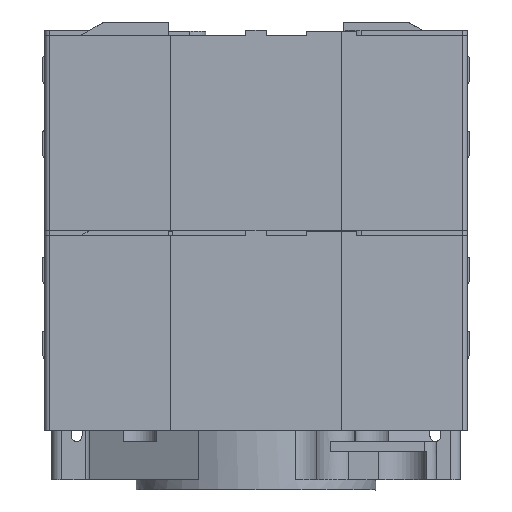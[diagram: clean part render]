
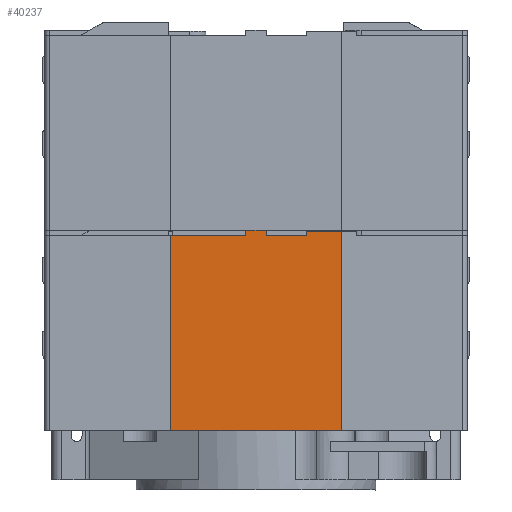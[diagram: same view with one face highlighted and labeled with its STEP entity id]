
A CAD part, front view. The second image highlights one B-rep face of the part: STEP entity #40237.
In plain terms, the highlighted planar face has unit normal (0, -1, 0).
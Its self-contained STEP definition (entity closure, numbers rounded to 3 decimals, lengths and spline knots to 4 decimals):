
#2923=FACE_OUTER_BOUND($,#5134,.T.);
#5134=EDGE_LOOP($,(#33865,#33866,#33867,#33868,#33869,#33870,#33871,#33872,
#33873,#33874));
#6480=LINE($,#57013,#10639);
#6484=LINE($,#57020,#10643);
#6486=LINE($,#57024,#10645);
#6488=LINE($,#57028,#10647);
#8818=LINE($,#67342,#12977);
#8974=LINE($,#67890,#13133);
#9187=LINE($,#68492,#13346);
#9299=LINE($,#68759,#13458);
#9300=LINE($,#68761,#13459);
#9301=LINE($,#68762,#13460);
#10639=VECTOR($,#45656,0.35);
#10643=VECTOR($,#45662,0.04);
#10645=VECTOR($,#45666,0.4);
#10647=VECTOR($,#45670,0.05);
#12977=VECTOR($,#50988,0.2);
#13133=VECTOR($,#51526,1.7);
#13346=VECTOR($,#52197,1.99);
#13458=VECTOR($,#52577,0.05);
#13459=VECTOR($,#52578,0.75);
#13460=VECTOR($,#52579,1.95);
#16050=VERTEX_POINT($,#57010);
#16051=VERTEX_POINT($,#57012);
#16053=VERTEX_POINT($,#57018);
#16054=VERTEX_POINT($,#57022);
#16055=VERTEX_POINT($,#57026);
#17837=VERTEX_POINT($,#66350);
#18251=VERTEX_POINT($,#67887);
#18252=VERTEX_POINT($,#67889);
#18433=VERTEX_POINT($,#68758);
#18434=VERTEX_POINT($,#68760);
#20103=EDGE_CURVE($,#16051,#16050,#6480,.T.);
#20107=EDGE_CURVE($,#16053,#16050,#6484,.T.);
#20109=EDGE_CURVE($,#16053,#16054,#6486,.T.);
#20111=EDGE_CURVE($,#16054,#16055,#6488,.T.);
#23150=EDGE_CURVE($,#16055,#17837,#8818,.T.);
#23403=EDGE_CURVE($,#18252,#18251,#8974,.T.);
#23726=EDGE_CURVE($,#16051,#18251,#9187,.T.);
#23842=EDGE_CURVE($,#17837,#18433,#9299,.T.);
#23843=EDGE_CURVE($,#18433,#18434,#9300,.T.);
#23844=EDGE_CURVE($,#18434,#18252,#9301,.T.);
#33865=ORIENTED_EDGE($,*,*,#23726,.F.);
#33866=ORIENTED_EDGE($,*,*,#20103,.T.);
#33867=ORIENTED_EDGE($,*,*,#20107,.F.);
#33868=ORIENTED_EDGE($,*,*,#20109,.T.);
#33869=ORIENTED_EDGE($,*,*,#20111,.T.);
#33870=ORIENTED_EDGE($,*,*,#23150,.T.);
#33871=ORIENTED_EDGE($,*,*,#23842,.T.);
#33872=ORIENTED_EDGE($,*,*,#23843,.T.);
#33873=ORIENTED_EDGE($,*,*,#23844,.T.);
#33874=ORIENTED_EDGE($,*,*,#23403,.T.);
#38378=PLANE($,#43322);
#40237=ADVANCED_FACE($,(#2923),#38378,.T.);
#43322=AXIS2_PLACEMENT_3D($,#68757,#52575,#52576);
#45656=DIRECTION($,(-1.,0.,0.));
#45662=DIRECTION($,(0.,0.,1.));
#45666=DIRECTION($,(-1.,0.,0.));
#45670=DIRECTION($,(0.,0.,1.));
#50988=DIRECTION($,(-1.,0.,0.));
#51526=DIRECTION($,(1.,0.,0.));
#52197=DIRECTION($,(0.,0.,-1.));
#52575=DIRECTION('center_axis',(0.,-1.,0.));
#52576=DIRECTION('ref_axis',(0.,0.,-1.));
#52577=DIRECTION($,(0.,0.,-1.));
#52578=DIRECTION($,(-1.,0.,0.));
#52579=DIRECTION($,(0.,0.,-1.));
#57010=CARTESIAN_POINT('',(8.2486,-5.0313,15.2881));
#57012=CARTESIAN_POINT('',(8.5986,-5.0313,15.2881));
#57013=CARTESIAN_POINT($,(8.2486,-5.0313,15.2881));
#57018=CARTESIAN_POINT('',(8.2486,-5.0313,15.2481));
#57020=CARTESIAN_POINT($,(8.2486,-5.0313,15.1881));
#57022=CARTESIAN_POINT('',(7.8486,-5.0313,15.2481));
#57024=CARTESIAN_POINT($,(7.3236,-5.0313,15.2481));
#57026=CARTESIAN_POINT('',(7.8486,-5.0313,15.2981));
#57028=CARTESIAN_POINT($,(7.8486,-5.0313,15.2981));
#66350=CARTESIAN_POINT('',(7.6486,-5.0313,15.2981));
#67342=CARTESIAN_POINT($,(8.5986,-5.0313,15.2981));
#67887=CARTESIAN_POINT('',(8.5986,-5.0313,13.2981));
#67889=CARTESIAN_POINT('',(6.8986,-5.0313,13.2981));
#67890=CARTESIAN_POINT($,(8.5986,-5.0313,13.2981));
#68492=CARTESIAN_POINT($,(8.5986,-5.0313,15.2981));
#68757=CARTESIAN_POINT('Origin',(6.8986,-5.0313,15.2981));
#68758=CARTESIAN_POINT('',(7.6486,-5.0313,15.2481));
#68759=CARTESIAN_POINT($,(7.6486,-5.0313,15.2981));
#68760=CARTESIAN_POINT('',(6.8986,-5.0313,15.2481));
#68761=CARTESIAN_POINT($,(7.3236,-5.0313,15.2481));
#68762=CARTESIAN_POINT($,(6.8986,-5.0313,15.2981));
